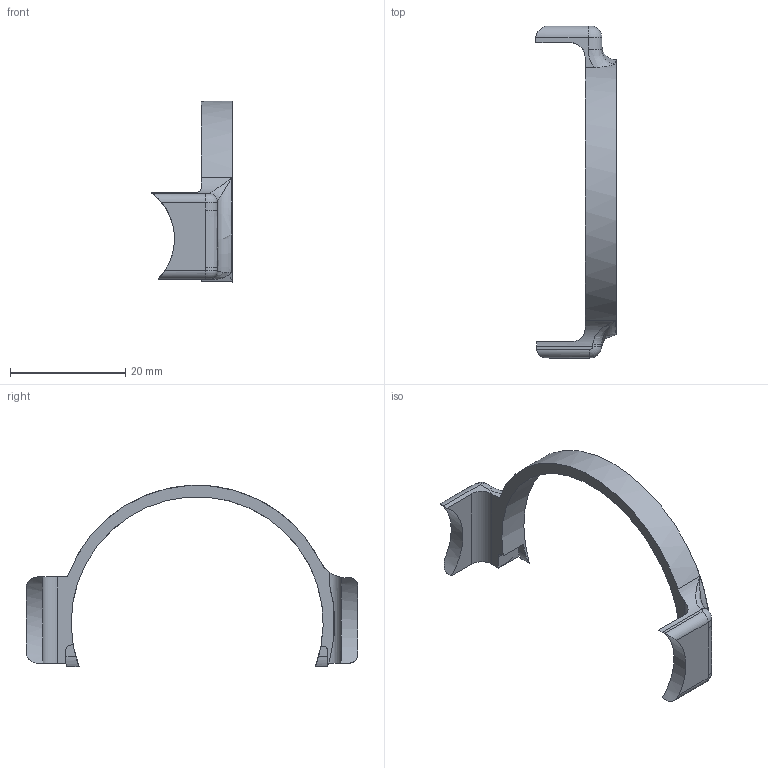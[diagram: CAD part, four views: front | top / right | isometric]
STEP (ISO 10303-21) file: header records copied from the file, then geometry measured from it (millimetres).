
FILE_DESCRIPTION (( 'STEP AP203' ), '1' );
FILE_NAME ('shank right.sldasm-Part-9_默认_sldprt.STEP', '2018-02-03T08:03:15', ( '' ), ( '' ), 'SwSTEP 2.0', 'SolidWorks 2014', '' );
FILE_SCHEMA (( 'CONFIG_CONTROL_DESIGN' ));
Length unit declared in the file: millimetre
Products named in the file (1): shank right.sldasm-Part-9_默认_sldprt
Bounding box: 13.94 x 57.6 x 31.5 mm (x, y, z)
Volume: 1841.4 mm3; surface area: 1988.4 mm2
Topology: 1 solids, 1 shells, 55 faces, 144 edges, 89 vertices
Faces by surface type: cylinder 24, plane 19, torus 6, bspline 5, sphere 1
Entity records: 2168 total; most frequent: CARTESIAN_POINT 772, ORIENTED_EDGE 284, DIRECTION 274, EDGE_CURVE 142, AXIS2_PLACEMENT_3D 105, VERTEX_POINT 89, LINE 64, VECTOR 64
